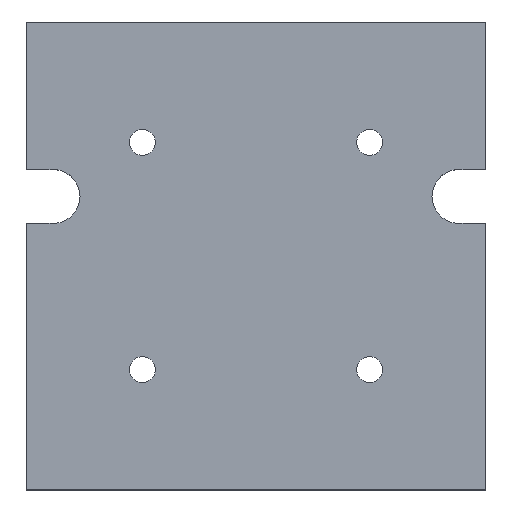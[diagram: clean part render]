
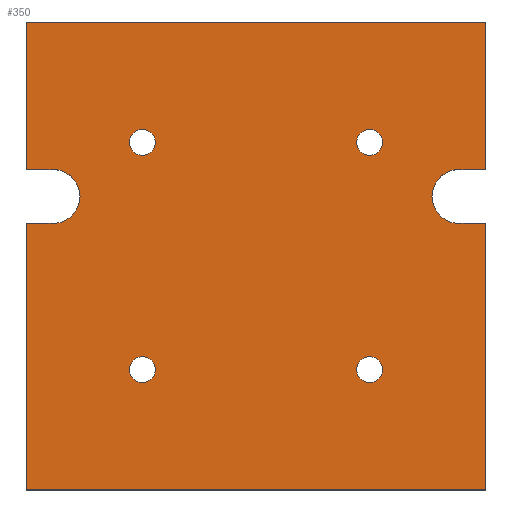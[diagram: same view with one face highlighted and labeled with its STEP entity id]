
A CAD part, top view. The second image highlights one B-rep face of the part: STEP entity #350.
In plain terms, the highlighted planar face has unit normal (0, 0, 1).
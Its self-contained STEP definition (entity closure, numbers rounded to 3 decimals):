
#17=LINE('',#505,#49);
#22=LINE('',#518,#54);
#25=LINE('',#524,#57);
#28=LINE('',#530,#60);
#31=LINE('',#536,#63);
#34=LINE('',#542,#66);
#38=LINE('',#554,#70);
#41=LINE('',#560,#73);
#44=LINE('',#566,#76);
#46=LINE('',#569,#78);
#49=VECTOR('',#413,3.306);
#54=VECTOR('',#426,3.306);
#57=VECTOR('',#431,32.846);
#60=VECTOR('',#436,56.611);
#63=VECTOR('',#441,32.846);
#66=VECTOR('',#446,3.306);
#70=VECTOR('',#458,3.306);
#73=VECTOR('',#463,18.184);
#76=VECTOR('',#468,56.611);
#78=VECTOR('',#472,18.184);
#90=PLANE('',#382);
#99=FACE_BOUND('',#147,.T.);
#100=FACE_BOUND('',#148,.T.);
#101=FACE_BOUND('',#149,.T.);
#102=FACE_BOUND('',#150,.T.);
#120=FACE_OUTER_BOUND('',#146,.T.);
#146=EDGE_LOOP('',(#311,#312,#313,#314,#315,#316,#317,#318,#319,#320,#321,
#322));
#147=EDGE_LOOP('',(#323));
#148=EDGE_LOOP('',(#324));
#149=EDGE_LOOP('',(#325));
#150=EDGE_LOOP('',(#326));
#152=CIRCLE('',#355,1.6);
#154=CIRCLE('',#358,1.6);
#156=CIRCLE('',#361,1.6);
#158=CIRCLE('',#364,1.6);
#160=CIRCLE('',#368,3.316);
#162=CIRCLE('',#376,3.316);
#164=VERTEX_POINT('',#481);
#166=VERTEX_POINT('',#486);
#168=VERTEX_POINT('',#491);
#170=VERTEX_POINT('',#496);
#173=VERTEX_POINT('',#502);
#174=VERTEX_POINT('',#504);
#176=VERTEX_POINT('',#510);
#178=VERTEX_POINT('',#516);
#180=VERTEX_POINT('',#522);
#182=VERTEX_POINT('',#528);
#184=VERTEX_POINT('',#534);
#186=VERTEX_POINT('',#540);
#188=VERTEX_POINT('',#546);
#190=VERTEX_POINT('',#552);
#192=VERTEX_POINT('',#558);
#194=VERTEX_POINT('',#564);
#196=EDGE_CURVE('',#164,#164,#152,.T.);
#198=EDGE_CURVE('',#166,#166,#154,.T.);
#200=EDGE_CURVE('',#168,#168,#156,.T.);
#202=EDGE_CURVE('',#170,#170,#158,.T.);
#205=EDGE_CURVE('',#174,#173,#17,.T.);
#209=EDGE_CURVE('',#173,#176,#160,.T.);
#212=EDGE_CURVE('',#176,#178,#22,.T.);
#215=EDGE_CURVE('',#178,#180,#25,.T.);
#218=EDGE_CURVE('',#180,#182,#28,.T.);
#221=EDGE_CURVE('',#182,#184,#31,.T.);
#224=EDGE_CURVE('',#184,#186,#34,.T.);
#227=EDGE_CURVE('',#186,#188,#162,.T.);
#230=EDGE_CURVE('',#188,#190,#38,.T.);
#233=EDGE_CURVE('',#190,#192,#41,.T.);
#236=EDGE_CURVE('',#192,#194,#44,.T.);
#238=EDGE_CURVE('',#194,#174,#46,.T.);
#311=ORIENTED_EDGE('',*,*,#238,.T.);
#312=ORIENTED_EDGE('',*,*,#205,.T.);
#313=ORIENTED_EDGE('',*,*,#209,.T.);
#314=ORIENTED_EDGE('',*,*,#212,.T.);
#315=ORIENTED_EDGE('',*,*,#215,.T.);
#316=ORIENTED_EDGE('',*,*,#218,.T.);
#317=ORIENTED_EDGE('',*,*,#221,.T.);
#318=ORIENTED_EDGE('',*,*,#224,.T.);
#319=ORIENTED_EDGE('',*,*,#227,.T.);
#320=ORIENTED_EDGE('',*,*,#230,.T.);
#321=ORIENTED_EDGE('',*,*,#233,.T.);
#322=ORIENTED_EDGE('',*,*,#236,.T.);
#323=ORIENTED_EDGE('',*,*,#196,.T.);
#324=ORIENTED_EDGE('',*,*,#198,.T.);
#325=ORIENTED_EDGE('',*,*,#200,.T.);
#326=ORIENTED_EDGE('',*,*,#202,.T.);
#350=ADVANCED_FACE('',(#120,#99,#100,#101,#102),#90,.T.);
#355=AXIS2_PLACEMENT_3D('',#482,#389,#390);
#358=AXIS2_PLACEMENT_3D('',#487,#395,#396);
#361=AXIS2_PLACEMENT_3D('',#492,#401,#402);
#364=AXIS2_PLACEMENT_3D('',#497,#407,#408);
#368=AXIS2_PLACEMENT_3D('',#512,#420,#421);
#376=AXIS2_PLACEMENT_3D('',#548,#452,#453);
#382=AXIS2_PLACEMENT_3D('',#571,#475,#476);
#389=DIRECTION('center_axis',(0.,0.,-1.));
#390=DIRECTION('ref_axis',(1.,0.,0.));
#395=DIRECTION('center_axis',(0.,0.,-1.));
#396=DIRECTION('ref_axis',(1.,0.,0.));
#401=DIRECTION('center_axis',(0.,0.,-1.));
#402=DIRECTION('ref_axis',(1.,0.,0.));
#407=DIRECTION('center_axis',(0.,0.,-1.));
#408=DIRECTION('ref_axis',(1.,0.,0.));
#413=DIRECTION('',(1.,0.,0.));
#420=DIRECTION('center_axis',(0.,0.,-1.));
#421=DIRECTION('ref_axis',(0.,1.,0.));
#426=DIRECTION('',(-1.,0.,0.));
#431=DIRECTION('',(0.,-1.,0.));
#436=DIRECTION('',(1.,0.,0.));
#441=DIRECTION('',(0.,1.,0.));
#446=DIRECTION('',(-1.,0.,0.));
#452=DIRECTION('center_axis',(0.,0.,-1.));
#453=DIRECTION('ref_axis',(0.,-1.,0.));
#458=DIRECTION('',(1.,0.,0.));
#463=DIRECTION('',(0.,1.,0.));
#468=DIRECTION('',(-1.,0.,0.));
#472=DIRECTION('',(0.,-1.,0.));
#475=DIRECTION('center_axis',(0.,0.,1.));
#476=DIRECTION('ref_axis',(1.,0.,0.));
#481=CARTESIAN_POINT('',(29.6,-28.,0.));
#482=CARTESIAN_POINT('Origin',(28.,-28.,0.));
#486=CARTESIAN_POINT('',(1.6,0.,0.));
#487=CARTESIAN_POINT('Origin',(0.,0.,0.));
#491=CARTESIAN_POINT('',(29.6,0.,0.));
#492=CARTESIAN_POINT('Origin',(28.,0.,0.));
#496=CARTESIAN_POINT('',(1.6,-28.,0.));
#497=CARTESIAN_POINT('Origin',(0.,-28.,0.));
#502=CARTESIAN_POINT('',(-11.,-3.353,0.));
#504=CARTESIAN_POINT('',(-14.306,-3.353,0.));
#505=CARTESIAN_POINT('',(-14.306,-3.353,0.));
#510=CARTESIAN_POINT('',(-11.,-9.985,0.));
#512=CARTESIAN_POINT('Origin',(-11.,-6.669,0.));
#516=CARTESIAN_POINT('',(-14.306,-9.985,0.));
#518=CARTESIAN_POINT('',(-11.,-9.985,0.));
#522=CARTESIAN_POINT('',(-14.306,-42.831,0.));
#524=CARTESIAN_POINT('',(-14.306,-9.985,0.));
#528=CARTESIAN_POINT('',(42.306,-42.831,0.));
#530=CARTESIAN_POINT('',(-14.306,-42.831,0.));
#534=CARTESIAN_POINT('',(42.306,-9.985,0.));
#536=CARTESIAN_POINT('',(42.306,-42.831,0.));
#540=CARTESIAN_POINT('',(39.,-9.985,0.));
#542=CARTESIAN_POINT('',(42.306,-9.985,0.));
#546=CARTESIAN_POINT('',(39.,-3.353,0.));
#548=CARTESIAN_POINT('Origin',(39.,-6.669,0.));
#552=CARTESIAN_POINT('',(42.306,-3.353,0.));
#554=CARTESIAN_POINT('',(39.,-3.353,0.));
#558=CARTESIAN_POINT('',(42.306,14.831,0.));
#560=CARTESIAN_POINT('',(42.306,-3.353,0.));
#564=CARTESIAN_POINT('',(-14.306,14.831,0.));
#566=CARTESIAN_POINT('',(42.306,14.831,0.));
#569=CARTESIAN_POINT('',(-14.306,14.831,0.));
#571=CARTESIAN_POINT('Origin',(14.,-13.389,0.));
